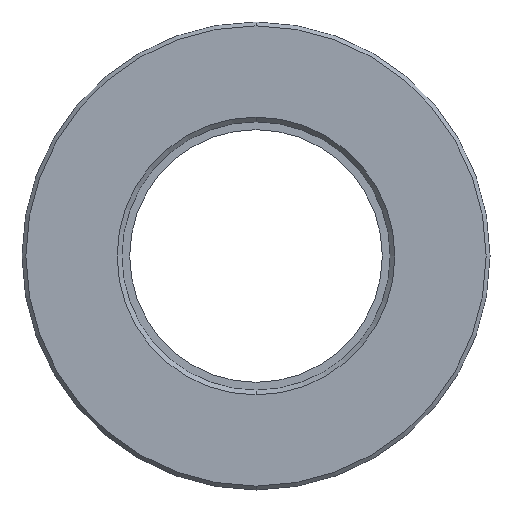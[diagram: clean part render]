
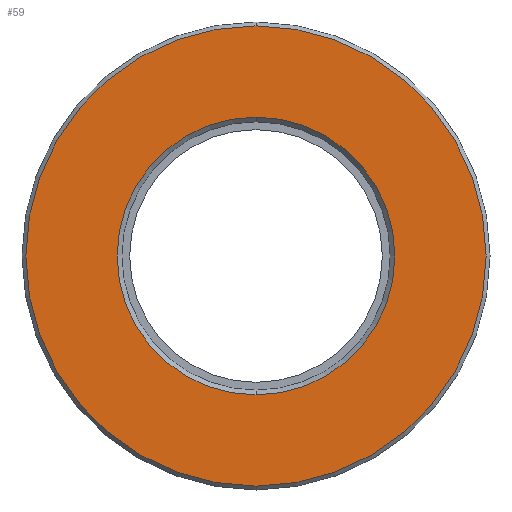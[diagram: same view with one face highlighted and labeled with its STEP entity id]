
A CAD part, front view. The second image highlights one B-rep face of the part: STEP entity #59.
In plain terms, the highlighted planar face has unit normal (0, -1, 0).
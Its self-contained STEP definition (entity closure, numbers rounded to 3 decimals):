
#29 = EDGE_CURVE ( 'NONE', #288, #289, #193, .T. ) ;
#58 = ORIENTED_EDGE ( 'NONE', *, *, #246, .T. ) ;
#59 = ADVANCED_FACE ( 'NONE', ( #168, #165 ), #170, .T. ) ;
#60 = EDGE_CURVE ( 'NONE', #289, #288, #169, .T. ) ;
#61 = ORIENTED_EDGE ( 'NONE', *, *, #272, .T. ) ;
#62 = EDGE_LOOP ( 'NONE', ( #63, #65 ) ) ;
#63 = ORIENTED_EDGE ( 'NONE', *, *, #60, .T. ) ;
#65 = ORIENTED_EDGE ( 'NONE', *, *, #29, .T. ) ;
#153 = DIRECTION ( 'NONE',  ( 0., 0., -1. ) ) ;
#154 = DIRECTION ( 'NONE',  ( 0., -1., 0. ) ) ;
#155 = CARTESIAN_POINT ( 'NONE',  ( 0., 0., 0. ) ) ;
#156 = AXIS2_PLACEMENT_3D ( 'NONE', #155, #154, #153 ) ;
#158 = DIRECTION ( 'NONE',  ( 0., 0., -1. ) ) ;
#159 = DIRECTION ( 'NONE',  ( 0., -1., 0. ) ) ;
#165 = FACE_OUTER_BOUND ( 'NONE', #62, .T. ) ;
#168 = FACE_BOUND ( 'NONE', #249, .T. ) ;
#169 = CIRCLE ( 'NONE', #156, 14.75 ) ;
#170 = PLANE ( 'NONE',  #231 ) ;
#172 = DIRECTION ( 'NONE',  ( 0., 0., -1. ) ) ;
#173 = DIRECTION ( 'NONE',  ( 0., -1., 0. ) ) ;
#174 = CARTESIAN_POINT ( 'NONE',  ( 0., 0., 0. ) ) ;
#176 = AXIS2_PLACEMENT_3D ( 'NONE', #174, #173, #172 ) ;
#193 = CIRCLE ( 'NONE', #176, 14.75 ) ;
#216 = CARTESIAN_POINT ( 'NONE',  ( -8.6, 0., 0. ) ) ;
#231 = AXIS2_PLACEMENT_3D ( 'NONE', #216, #159, #158 ) ;
#246 = EDGE_CURVE ( 'NONE', #310, #306, #479, .T. ) ;
#249 = EDGE_LOOP ( 'NONE', ( #61, #58 ) ) ;
#272 = EDGE_CURVE ( 'NONE', #306, #310, #516, .T. ) ;
#288 = VERTEX_POINT ( 'NONE', #440 ) ;
#289 = VERTEX_POINT ( 'NONE', #408 ) ;
#306 = VERTEX_POINT ( 'NONE', #388 ) ;
#310 = VERTEX_POINT ( 'NONE', #343 ) ;
#334 = DIRECTION ( 'NONE',  ( 0., 0., -1. ) ) ;
#335 = DIRECTION ( 'NONE',  ( 0., 1., 0. ) ) ;
#336 = CARTESIAN_POINT ( 'NONE',  ( 0., 0., 0. ) ) ;
#337 = AXIS2_PLACEMENT_3D ( 'NONE', #336, #335, #334 ) ;
#343 = CARTESIAN_POINT ( 'NONE',  ( 0., 0., 8.9 ) ) ;
#388 = CARTESIAN_POINT ( 'NONE',  ( 0., 0., -8.9 ) ) ;
#404 = DIRECTION ( 'NONE',  ( 0., 0., -1. ) ) ;
#405 = DIRECTION ( 'NONE',  ( 0., 1., 0. ) ) ;
#408 = CARTESIAN_POINT ( 'NONE',  ( 0., 0., 14.75 ) ) ;
#409 = CARTESIAN_POINT ( 'NONE',  ( 0., 0., 0. ) ) ;
#440 = CARTESIAN_POINT ( 'NONE',  ( 0., 0., -14.75 ) ) ;
#479 = CIRCLE ( 'NONE', #337, 8.9 ) ;
#510 = AXIS2_PLACEMENT_3D ( 'NONE', #409, #405, #404 ) ;
#516 = CIRCLE ( 'NONE', #510, 8.9 ) ;
